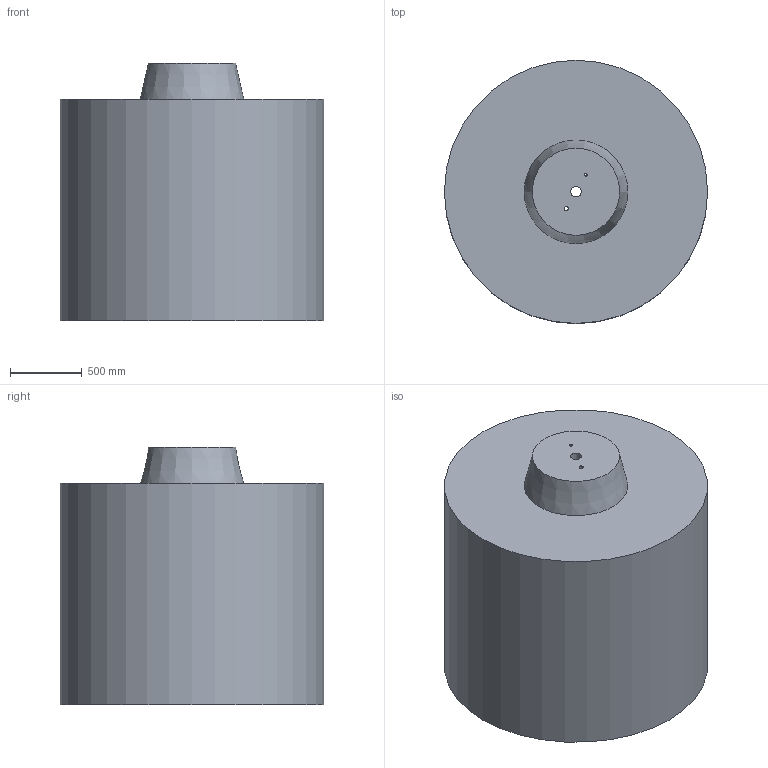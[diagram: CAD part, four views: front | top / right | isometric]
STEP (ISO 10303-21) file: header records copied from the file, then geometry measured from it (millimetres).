
FILE_DESCRIPTION(/* description */ ('STEP AP242','CAx-IF Rec.Pracs.---Representation and Presentation of Product Manufacturing Information (PMI)---4.0---2014-10-13','CAx-IF Rec.Pracs.---3D Tessellated Geometry---0.4---2014-09-14','2;1'),/* implementation_level */ '2;1');
FILE_NAME(/* name */ '61f6b53674beb127bede26ca',/* time_stamp */ '2022-01-30T15:56:38+00:00',/* author */ (''),/* organization */ (''),/* preprocessor_version */ 'ST-DEVELOPER v18.101',/* originating_system */ ' ',/* authorisation */ ' ');
FILE_SCHEMA (('AP242_MANAGED_MODEL_BASED_3D_ENGINEERING_MIM_LF { 1 0 10303 442 1 1 4 }'));
Length unit declared in the file: metre
Products named in the file (1): insulation_core
Bounding box: 1830.99 x 1830.99 x 1789.71 mm (x, y, z)
Volume: 1278533948.2 mm3; surface area: 22391774.3 mm2
Topology: 1 solids, 1 shells, 34 faces, 60 edges, 37 vertices
Faces by surface type: plane 11, cylinder 10, torus 9, cone 4
Full cylindrical faces by diameter (mm): 19.05 x1, 28.575 x1, 73.025 x1, 367.59 x1, 373.702 x1, 431.888 x1, 456.112 x1, 1614.678 x1, 1615.089 x1, 1830.989 x1
Entity records: 738 total; most frequent: DIRECTION 142, CARTESIAN_POINT 107, ORIENTED_EDGE 72, EDGE_LOOP 72, FACE_BOUND 72, AXIS2_PLACEMENT_3D 71, EDGE_CURVE 36, VERTEX_POINT 36
